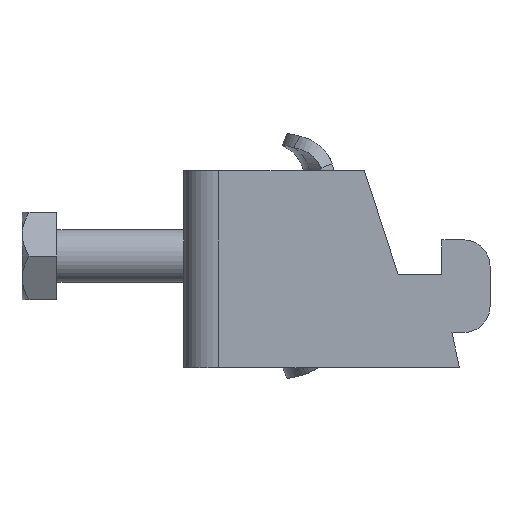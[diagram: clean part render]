
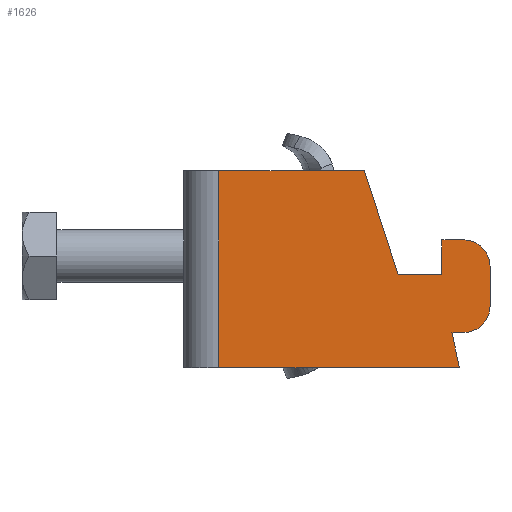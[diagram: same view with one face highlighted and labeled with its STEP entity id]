
A CAD part, left-side view. The second image highlights one B-rep face of the part: STEP entity #1626.
In plain terms, the highlighted planar face has unit normal (-1, 0, 0).
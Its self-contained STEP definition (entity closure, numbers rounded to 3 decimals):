
#17 = VECTOR ( 'NONE', #1020, 1000. ) ;
#64 = CARTESIAN_POINT ( 'NONE',  ( -8.5, -80., -11.25 ) ) ;
#124 = VERTEX_POINT ( 'NONE', #2348 ) ;
#143 = VERTEX_POINT ( 'NONE', #851 ) ;
#150 = DIRECTION ( 'NONE',  ( 1., 0., 0. ) ) ;
#312 = CARTESIAN_POINT ( 'NONE',  ( -8.5, -31.5, -11.25 ) ) ;
#323 = CARTESIAN_POINT ( 'NONE',  ( -8.5, -30.65, -7.25 ) ) ;
#338 = CIRCLE ( 'NONE', #841, 3. ) ;
#357 = ORIENTED_EDGE ( 'NONE', *, *, #978, .F. ) ;
#375 = PLANE ( 'NONE',  #2546 ) ;
#416 = VERTEX_POINT ( 'NONE', #2803 ) ;
#500 = EDGE_CURVE ( 'NONE', #143, #1512, #1305, .T. ) ;
#560 = LINE ( 'NONE', #1381, #3787 ) ;
#568 = CARTESIAN_POINT ( 'NONE',  ( -8.5, -29.5, 3.35 ) ) ;
#609 = DIRECTION ( 'NONE',  ( 0., -0.309, -0.951 ) ) ;
#663 = VECTOR ( 'NONE', #1564, 1000. ) ;
#829 = CARTESIAN_POINT ( 'NONE',  ( -8.5, -32., -4.25 ) ) ;
#841 = AXIS2_PLACEMENT_3D ( 'NONE', #829, #150, #3525 ) ;
#846 = LINE ( 'NONE', #2879, #2491 ) ;
#851 = CARTESIAN_POINT ( 'NONE',  ( -8.5, -32., -7.25 ) ) ;
#897 = EDGE_CURVE ( 'NONE', #1512, #2791, #1196, .T. ) ;
#923 = CARTESIAN_POINT ( 'NONE',  ( -8.5, -33.597, -21.113 ) ) ;
#971 = VERTEX_POINT ( 'NONE', #3818 ) ;
#978 = EDGE_CURVE ( 'NONE', #3571, #143, #338, .T. ) ;
#988 = CARTESIAN_POINT ( 'NONE',  ( -8.5, -80., 3.35 ) ) ;
#1020 = DIRECTION ( 'NONE',  ( 0., 1., 0. ) ) ;
#1086 = VERTEX_POINT ( 'NONE', #1762 ) ;
#1124 = ORIENTED_EDGE ( 'NONE', *, *, #2828, .F. ) ;
#1175 = VERTEX_POINT ( 'NONE', #3441 ) ;
#1196 = LINE ( 'NONE', #923, #2541 ) ;
#1232 = AXIS2_PLACEMENT_3D ( 'NONE', #1287, #2106, #2152 ) ;
#1233 = LINE ( 'NONE', #988, #2553 ) ;
#1250 = CARTESIAN_POINT ( 'NONE',  ( -8.5, -35., 0.35 ) ) ;
#1287 = CARTESIAN_POINT ( 'NONE',  ( -8.5, -32., 0.35 ) ) ;
#1295 = VERTEX_POINT ( 'NONE', #2999 ) ;
#1298 = VECTOR ( 'NONE', #2627, 1000. ) ;
#1305 = LINE ( 'NONE', #2714, #663 ) ;
#1333 = EDGE_CURVE ( 'NONE', #1295, #3527, #2596, .T. ) ;
#1381 = CARTESIAN_POINT ( 'NONE',  ( -8.5, -80., -0.65 ) ) ;
#1438 = ORIENTED_EDGE ( 'NONE', *, *, #500, .F. ) ;
#1449 = LINE ( 'NONE', #2942, #1298 ) ;
#1512 = VERTEX_POINT ( 'NONE', #323 ) ;
#1552 = EDGE_CURVE ( 'NONE', #1175, #971, #1449, .T. ) ;
#1564 = DIRECTION ( 'NONE',  ( 0., 1., 0. ) ) ;
#1626 = ADVANCED_FACE ( 'NONE', ( #2745 ), #375, .F. ) ;
#1653 = ORIENTED_EDGE ( 'NONE', *, *, #3427, .F. ) ;
#1744 = VECTOR ( 'NONE', #3565, 1000. ) ;
#1762 = CARTESIAN_POINT ( 'NONE',  ( -8.5, -29.5, -0.65 ) ) ;
#1803 = ORIENTED_EDGE ( 'NONE', *, *, #1333, .F. ) ;
#1813 = CARTESIAN_POINT ( 'NONE',  ( -8.5, -32.915, -26.549 ) ) ;
#1815 = DIRECTION ( 'NONE',  ( 0., 1., 0. ) ) ;
#1820 = ORIENTED_EDGE ( 'NONE', *, *, #1972, .F. ) ;
#1949 = CARTESIAN_POINT ( 'NONE',  ( -8.5, -35., -4.25 ) ) ;
#1972 = EDGE_CURVE ( 'NONE', #2791, #1175, #3638, .T. ) ;
#1982 = VECTOR ( 'NONE', #1815, 1000. ) ;
#2024 = CARTESIAN_POINT ( 'NONE',  ( -8.5, -35., -11.25 ) ) ;
#2038 = EDGE_CURVE ( 'NONE', #1086, #2394, #846, .T. ) ;
#2053 = ORIENTED_EDGE ( 'NONE', *, *, #2038, .F. ) ;
#2091 = LINE ( 'NONE', #2024, #1744 ) ;
#2106 = DIRECTION ( 'NONE',  ( 1., 0., 0. ) ) ;
#2135 = DIRECTION ( 'NONE',  ( 1., 0., 0. ) ) ;
#2152 = DIRECTION ( 'NONE',  ( 0., 1., 0. ) ) ;
#2203 = EDGE_CURVE ( 'NONE', #416, #971, #2371, .T. ) ;
#2221 = DIRECTION ( 'NONE',  ( 0., -1., 0. ) ) ;
#2348 = CARTESIAN_POINT ( 'NONE',  ( -8.5, -24.5, -0.65 ) ) ;
#2371 = LINE ( 'NONE', #3287, #1982 ) ;
#2394 = VERTEX_POINT ( 'NONE', #568 ) ;
#2480 = LINE ( 'NONE', #1813, #3844 ) ;
#2491 = VECTOR ( 'NONE', #2641, 1000. ) ;
#2497 = ORIENTED_EDGE ( 'NONE', *, *, #897, .F. ) ;
#2541 = VECTOR ( 'NONE', #3555, 1000. ) ;
#2546 = AXIS2_PLACEMENT_3D ( 'NONE', #64, #2135, #2784 ) ;
#2553 = VECTOR ( 'NONE', #2221, 1000. ) ;
#2596 = CIRCLE ( 'NONE', #1232, 3. ) ;
#2627 = DIRECTION ( 'NONE',  ( 0., 0., 1. ) ) ;
#2641 = DIRECTION ( 'NONE',  ( 0., 0., 1. ) ) ;
#2659 = EDGE_CURVE ( 'NONE', #124, #1086, #560, .T. ) ;
#2714 = CARTESIAN_POINT ( 'NONE',  ( -8.5, -80., -7.25 ) ) ;
#2745 = FACE_OUTER_BOUND ( 'NONE', #2861, .T. ) ;
#2784 = DIRECTION ( 'NONE',  ( 0., 1., 0. ) ) ;
#2791 = VERTEX_POINT ( 'NONE', #312 ) ;
#2803 = CARTESIAN_POINT ( 'NONE',  ( -8.5, -20.633, 11.25 ) ) ;
#2828 = EDGE_CURVE ( 'NONE', #2394, #1295, #1233, .T. ) ;
#2861 = EDGE_LOOP ( 'NONE', ( #1653, #3070, #3261, #1820, #2497, #1438, #357, #3155, #1803, #1124, #2053, #3196 ) ) ;
#2879 = CARTESIAN_POINT ( 'NONE',  ( -8.5, -29.5, -11.25 ) ) ;
#2942 = CARTESIAN_POINT ( 'NONE',  ( -8.5, -4., -11.25 ) ) ;
#2992 = EDGE_CURVE ( 'NONE', #3527, #3571, #2091, .T. ) ;
#2999 = CARTESIAN_POINT ( 'NONE',  ( -8.5, -32., 3.35 ) ) ;
#3070 = ORIENTED_EDGE ( 'NONE', *, *, #2203, .T. ) ;
#3155 = ORIENTED_EDGE ( 'NONE', *, *, #2992, .F. ) ;
#3196 = ORIENTED_EDGE ( 'NONE', *, *, #2659, .F. ) ;
#3261 = ORIENTED_EDGE ( 'NONE', *, *, #1552, .F. ) ;
#3287 = CARTESIAN_POINT ( 'NONE',  ( -8.5, -80., 11.25 ) ) ;
#3427 = EDGE_CURVE ( 'NONE', #416, #124, #2480, .T. ) ;
#3441 = CARTESIAN_POINT ( 'NONE',  ( -8.5, -4., -11.25 ) ) ;
#3525 = DIRECTION ( 'NONE',  ( 0., 1., 0. ) ) ;
#3527 = VERTEX_POINT ( 'NONE', #1250 ) ;
#3552 = DIRECTION ( 'NONE',  ( 0., -1., 0. ) ) ;
#3555 = DIRECTION ( 'NONE',  ( 0., -0.208, -0.978 ) ) ;
#3565 = DIRECTION ( 'NONE',  ( 0., 0., -1. ) ) ;
#3571 = VERTEX_POINT ( 'NONE', #1949 ) ;
#3638 = LINE ( 'NONE', #3658, #17 ) ;
#3658 = CARTESIAN_POINT ( 'NONE',  ( -8.5, -80., -11.25 ) ) ;
#3787 = VECTOR ( 'NONE', #3552, 1000. ) ;
#3818 = CARTESIAN_POINT ( 'NONE',  ( -8.5, -4., 11.25 ) ) ;
#3844 = VECTOR ( 'NONE', #609, 1000. ) ;
